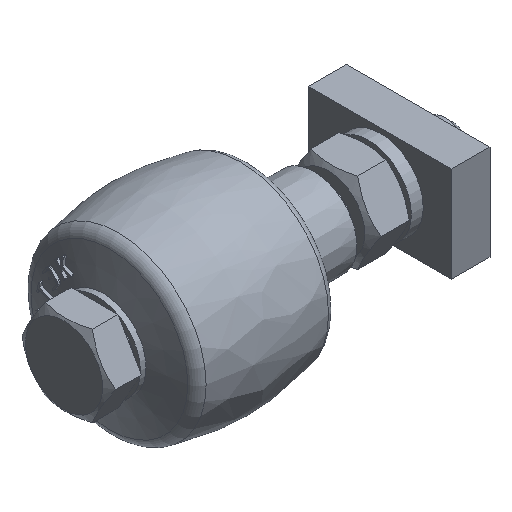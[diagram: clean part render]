
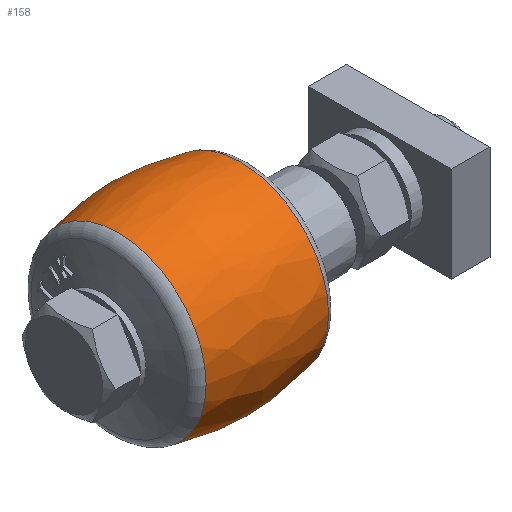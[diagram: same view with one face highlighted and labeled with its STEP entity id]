
A CAD part, isometric view. The second image highlights one B-rep face of the part: STEP entity #158.
In plain terms, the highlighted free-form (B-spline) face has degree [3, 3] with [7, 4] control points.
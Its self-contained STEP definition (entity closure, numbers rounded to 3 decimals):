
#158=ADVANCED_FACE('',(#1126,#1128),#1130,.T.);
#1126=FACE_OUTER_BOUND('',#1127,.T.);
#1127=EDGE_LOOP('',(#3130));
#1128=FACE_OUTER_BOUND('',#1129,.T.);
#1129=EDGE_LOOP('',(#3131));
#1130=(BOUNDED_SURFACE()B_SPLINE_SURFACE(3,3,(
(#1131,#1132,#1133,#1134),
(#1135,#1136,#1137,#1138),
(#1139,#1140,#1141,#1142),
(#1143,#1144,#1145,#1146),
(#1147,#1148,#1149,#1150),
(#1151,#1152,#1153,#1154),
(#1155,#1156,#1157,#1158)),
.UNSPECIFIED.,.T.,.F.,.F.)B_SPLINE_SURFACE_WITH_KNOTS((4,3,4),
(4,4),
(0.,3.142,6.283),
(-0.245,0.245),
.UNSPECIFIED.)GEOMETRIC_REPRESENTATION_ITEM()RATIONAL_B_SPLINE_SURFACE((
(1.,0.98,0.98,1.),
(0.333,0.327,0.327,0.333),
(0.333,0.327,0.327,0.333),
(1.,0.98,0.98,1.),
(0.333,0.327,0.327,0.333),
(0.333,0.327,0.327,0.333),
(1.,0.98,0.98,1.)))REPRESENTATION_ITEM('')SURFACE());
#1131=CARTESIAN_POINT('',(-12.834,-18.421,0.));
#1132=CARTESIAN_POINT('',(-4.365,-20.537,0.));
#1133=CARTESIAN_POINT('',(4.365,-20.537,0.));
#1134=CARTESIAN_POINT('',(12.834,-18.421,0.));
#1135=CARTESIAN_POINT('',(-12.834,-18.421,-36.841));
#1136=CARTESIAN_POINT('',(-4.365,-20.537,-41.074));
#1137=CARTESIAN_POINT('',(4.365,-20.537,-41.074));
#1138=CARTESIAN_POINT('',(12.834,-18.421,-36.841));
#1139=CARTESIAN_POINT('',(-12.834,18.421,-36.841));
#1140=CARTESIAN_POINT('',(-4.365,20.537,-41.074));
#1141=CARTESIAN_POINT('',(4.365,20.537,-41.074));
#1142=CARTESIAN_POINT('',(12.834,18.421,-36.841));
#1143=CARTESIAN_POINT('',(-12.834,18.421,0.));
#1144=CARTESIAN_POINT('',(-4.365,20.537,0.));
#1145=CARTESIAN_POINT('',(4.365,20.537,0.));
#1146=CARTESIAN_POINT('',(12.834,18.421,0.));
#1147=CARTESIAN_POINT('',(-12.834,18.421,36.841));
#1148=CARTESIAN_POINT('',(-4.365,20.537,41.074));
#1149=CARTESIAN_POINT('',(4.365,20.537,41.074));
#1150=CARTESIAN_POINT('',(12.834,18.421,36.841));
#1151=CARTESIAN_POINT('',(-12.834,-18.421,36.841));
#1152=CARTESIAN_POINT('',(-4.365,-20.537,41.074));
#1153=CARTESIAN_POINT('',(4.365,-20.537,41.074));
#1154=CARTESIAN_POINT('',(12.834,-18.421,36.841));
#1155=CARTESIAN_POINT('',(-12.834,-18.421,0.));
#1156=CARTESIAN_POINT('',(-4.365,-20.537,0.));
#1157=CARTESIAN_POINT('',(4.365,-20.537,0.));
#1158=CARTESIAN_POINT('',(12.834,-18.421,0.));
#3130=ORIENTED_EDGE('',*,*,#4617,.F.);
#3131=ORIENTED_EDGE('',*,*,#4456,.T.);
#4456=EDGE_CURVE('',#5531,#5531,#5532,.T.);
#4617=EDGE_CURVE('',#5783,#5783,#5784,.T.);
#5531=VERTEX_POINT('',#8923);
#5532=CIRCLE('',#8924,18.421);
#5783=VERTEX_POINT('',#9924);
#5784=CIRCLE('',#9925,18.421);
#8923=CARTESIAN_POINT('',(-12.834,-18.421,0.));
#8924=AXIS2_PLACEMENT_3D('',#8925,#8926,#8927);
#8925=CARTESIAN_POINT('',(-12.834,0.,0.));
#8926=DIRECTION('',(1.,0.,0.));
#8927=DIRECTION('',(0.,-1.,0.));
#9924=CARTESIAN_POINT('',(12.834,-18.421,0.));
#9925=AXIS2_PLACEMENT_3D('',#9926,#9927,#9928);
#9926=CARTESIAN_POINT('',(12.834,0.,0.));
#9927=DIRECTION('',(1.,0.,0.));
#9928=DIRECTION('',(0.,-1.,0.));
